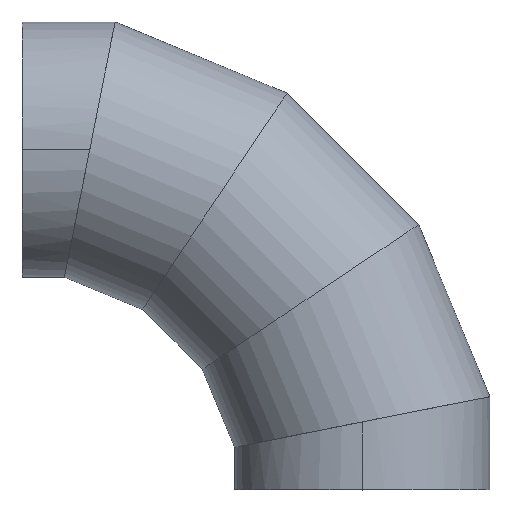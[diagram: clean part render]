
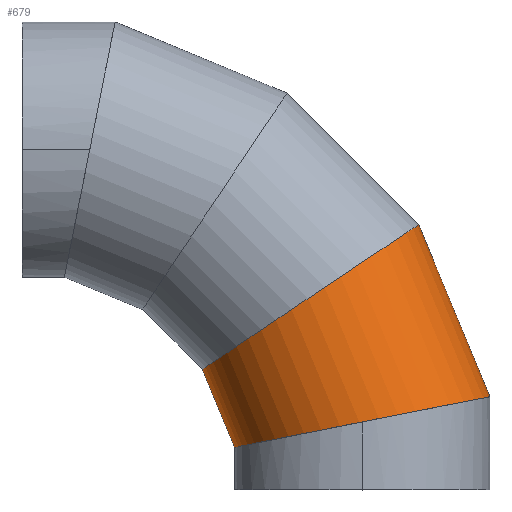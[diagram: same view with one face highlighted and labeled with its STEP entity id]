
A CAD part, top view. The second image highlights one B-rep face of the part: STEP entity #679.
In plain terms, the highlighted cylindrical face has radius 375 mm (diameter 750 mm), a partial arc.
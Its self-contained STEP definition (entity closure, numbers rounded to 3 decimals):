
#35 = CARTESIAN_POINT ( 'NONE',  ( 529.852, 354.036, 1.5 ) ) ;
#46 = VERTEX_POINT ( 'NONE', #1388 ) ;
#143 = CARTESIAN_POINT ( 'NONE',  ( 532.385, 355.728, 748.504 ) ) ;
#254 = ORIENTED_EDGE ( 'NONE', *, *, #440, .F. ) ;
#267 = ORIENTED_EDGE ( 'NONE', *, *, #1259, .F. ) ;
#272 = CARTESIAN_POINT ( 'NONE',  ( 1131.376, 861.664, 0. ) ) ;
#277 = CARTESIAN_POINT ( 'NONE',  ( 625.003, 124.321, 1.5 ) ) ;
#285 = CYLINDRICAL_SURFACE ( 'NONE', #758, 375. ) ;
#294 = DIRECTION ( 'NONE',  ( 0.924, 0.383, 0. ) ) ;
#312 = LINE ( 'NONE', #521, #1313 ) ;
#440 = EDGE_CURVE ( 'NONE', #516, #905, #1207, .T. ) ;
#482 = EDGE_LOOP ( 'NONE', ( #267, #961, #948, #254 ) ) ;
#507 = CARTESIAN_POINT ( 'NONE',  ( 1165.669, 778.875, 747.01 ) ) ;
#516 = VERTEX_POINT ( 'NONE', #749 ) ;
#521 = CARTESIAN_POINT ( 'NONE',  ( 438.469, 574.653, 1.5 ) ) ;
#540 = VECTOR ( 'NONE', #630, 1000. ) ;
#619 = CARTESIAN_POINT ( 'NONE',  ( 627.991, 124.915, 748.504 ) ) ;
#630 = DIRECTION ( 'NONE',  ( 0.383, -0.924, 0. ) ) ;
#679 = ADVANCED_FACE ( 'NONE', ( #764 ), #285, .T. ) ;
#749 = CARTESIAN_POINT ( 'NONE',  ( 1375., 273.505, 0. ) ) ;
#758 = AXIS2_PLACEMENT_3D ( 'NONE', #879, #1342, #294 ) ;
#764 = FACE_OUTER_BOUND ( 'NONE', #482, .T. ) ;
#840 = CARTESIAN_POINT ( 'NONE',  ( 1375., 273.505, 0. ) ) ;
#879 = CARTESIAN_POINT ( 'NONE',  ( 784.921, 718.158, 0. ) ) ;
#905 = VERTEX_POINT ( 'NONE', #1063 ) ;
#910 = CARTESIAN_POINT ( 'NONE',  ( 529.852, 354.036, 1.5 ) ) ;
#944 = EDGE_CURVE ( 'NONE', #46, #1340, #1157, .T. ) ;
#948 = ORIENTED_EDGE ( 'NONE', *, *, #1033, .T. ) ;
#961 = ORIENTED_EDGE ( 'NONE', *, *, #944, .T. ) ;
#1033 = EDGE_CURVE ( 'NONE', #1340, #905, #312, .T. ) ;
#1063 = CARTESIAN_POINT ( 'NONE',  ( 625.003, 124.321, 1.5 ) ) ;
#1076 = CARTESIAN_POINT ( 'NONE',  ( 1165.669, 778.875, 0. ) ) ;
#1157 =( BOUNDED_CURVE ( )  B_SPLINE_CURVE ( 3, ( #1076, #507, #143, #35 ),
 .UNSPECIFIED., .F., .T. ) 
 B_SPLINE_CURVE_WITH_KNOTS ( ( 4, 4 ),
 ( 0., 3.138 ),
 .UNSPECIFIED. ) 
 CURVE ( )  GEOMETRIC_REPRESENTATION_ITEM ( )  RATIONAL_B_SPLINE_CURVE ( ( 1., 0.335, 0.335, 1. ) ) 
 REPRESENTATION_ITEM ( '' )  );
#1207 =( BOUNDED_CURVE ( )  B_SPLINE_CURVE ( 3, ( #840, #1301, #619, #277 ),
 .UNSPECIFIED., .F., .F. ) 
 B_SPLINE_CURVE_WITH_KNOTS ( ( 4, 4 ),
 ( 0., 3.138 ),
 .UNSPECIFIED. ) 
 CURVE ( )  GEOMETRIC_REPRESENTATION_ITEM ( )  RATIONAL_B_SPLINE_CURVE ( ( 1., 0.335, 0.335, 1. ) ) 
 REPRESENTATION_ITEM ( '' )  );
#1259 = EDGE_CURVE ( 'NONE', #46, #516, #1454, .T. ) ;
#1301 = CARTESIAN_POINT ( 'NONE',  ( 1375., 273.505, 747.01 ) ) ;
#1313 = VECTOR ( 'NONE', #1468, 1000. ) ;
#1340 = VERTEX_POINT ( 'NONE', #910 ) ;
#1342 = DIRECTION ( 'NONE',  ( 0.383, -0.924, 0. ) ) ;
#1388 = CARTESIAN_POINT ( 'NONE',  ( 1165.669, 778.875, 0. ) ) ;
#1454 = LINE ( 'NONE', #272, #540 ) ;
#1468 = DIRECTION ( 'NONE',  ( 0.383, -0.924, 0. ) ) ;
